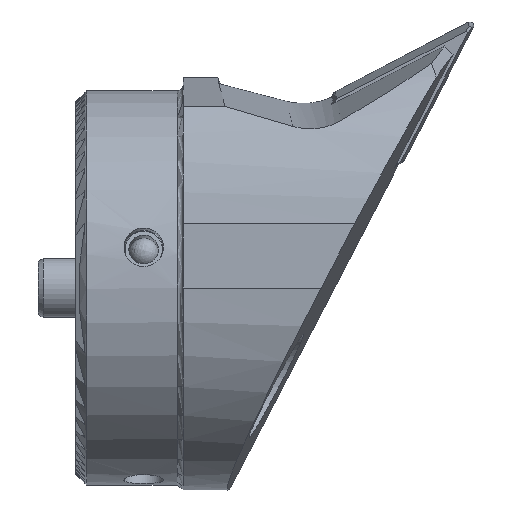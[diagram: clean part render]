
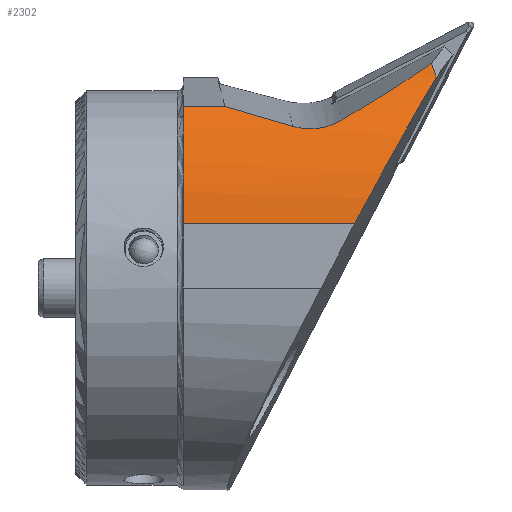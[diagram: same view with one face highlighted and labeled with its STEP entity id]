
A CAD part, front view. The second image highlights one B-rep face of the part: STEP entity #2302.
In plain terms, the highlighted cylindrical face has radius 23 mm (diameter 46 mm), a partial arc.
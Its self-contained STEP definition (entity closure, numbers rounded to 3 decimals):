
#135 = EDGE_CURVE ( 'NONE', #12636, #1453, #7644, .T. ) ;
#272 = CARTESIAN_POINT ( 'NONE',  ( 35.707, -10.876, 22.807 ) ) ;
#348 = CARTESIAN_POINT ( 'NONE',  ( 21.637, -17., 16.411 ) ) ;
#400 = DIRECTION ( 'NONE',  ( -1., 0., 0. ) ) ;
#413 = ORIENTED_EDGE ( 'NONE', *, *, #4062, .F. ) ;
#683 = CARTESIAN_POINT ( 'NONE',  ( 33.911, -17.122, 17.563 ) ) ;
#848 = CARTESIAN_POINT ( 'NONE',  ( 24.436, -17.11, 16.238 ) ) ;
#907 = CARTESIAN_POINT ( 'NONE',  ( 23.13, -17.159, 16.161 ) ) ;
#1009 = CARTESIAN_POINT ( 'NONE',  ( -1.517, -20.5, 6.5 ) ) ;
#1201 = DIRECTION ( 'NONE',  ( 1., 0., 0. ) ) ;
#1224 = ORIENTED_EDGE ( 'NONE', *, *, #13034, .F. ) ;
#1254 = VERTEX_POINT ( 'NONE', #4747 ) ;
#1328 = VECTOR ( 'NONE', #1201, 1000. ) ;
#1352 =( BOUNDED_CURVE ( )  B_SPLINE_CURVE ( 3, ( #6094, #683, #8238, #10264 ),
 .UNSPECIFIED., .F., .F. ) 
 B_SPLINE_CURVE_WITH_KNOTS ( ( 4, 4 ),
 ( 0.83, 1.58 ),
 .UNSPECIFIED. ) 
 CURVE ( )  GEOMETRIC_REPRESENTATION_ITEM ( )  RATIONAL_B_SPLINE_CURVE ( ( 1., 0.954, 0.954, 1. ) ) 
 REPRESENTATION_ITEM ( '' )  );
#1411 = CARTESIAN_POINT ( 'NONE',  ( 35.999, -12.092, 21.905 ) ) ;
#1453 = VERTEX_POINT ( 'NONE', #2436 ) ;
#1574 = VERTEX_POINT ( 'NONE', #10370 ) ;
#1640 = DIRECTION ( 'NONE',  ( 1., 0., 0. ) ) ;
#1673 = EDGE_LOOP ( 'NONE', ( #6333, #5060, #2269, #9362, #11131, #1224, #413, #7321 ) ) ;
#1682 = CARTESIAN_POINT ( 'NONE',  ( 35.707, -10.876, 22.807 ) ) ;
#1819 = CARTESIAN_POINT ( 'NONE',  ( 26.621, -16.58, 17.044 ) ) ;
#1922 = CARTESIAN_POINT ( 'NONE',  ( 24.007, -17.145, 16.182 ) ) ;
#2269 = ORIENTED_EDGE ( 'NONE', *, *, #135, .F. ) ;
#2302 = ADVANCED_FACE ( 'NONE', ( #7084 ), #4559, .T. ) ;
#2436 = CARTESIAN_POINT ( 'NONE',  ( 35.707, -10.876, 22.807 ) ) ;
#2541 = CARTESIAN_POINT ( 'NONE',  ( 30.386, -15.03, 19.294 ) ) ;
#2554 = CIRCLE ( 'NONE', #8328, 23. ) ;
#2881 = VERTEX_POINT ( 'NONE', #13749 ) ;
#3091 = B_SPLINE_CURVE_WITH_KNOTS ( 'NONE', 3,
 ( #13613, #5121, #13698, #907, #7286, #8324, #1922, #848, #12571, #4004, #6082, #8365, #13556, #1819 ),
 .UNSPECIFIED., .F., .F.,
 ( 4, 2, 2, 2, 2, 2, 4 ),
 ( 0., 0.001, 0.002, 0.003, 0.003, 0.004, 0.005 ),
 .UNSPECIFIED. ) ;
#3120 = EDGE_CURVE ( 'NONE', #1574, #5444, #6836, .T. ) ;
#3466 = CARTESIAN_POINT ( 'NONE',  ( 33.446, -13.109, 21.235 ) ) ;
#4004 = CARTESIAN_POINT ( 'NONE',  ( 25.069, -17.022, 16.377 ) ) ;
#4062 = EDGE_CURVE ( 'NONE', #8450, #2881, #2554, .T. ) ;
#4194 =( BOUNDED_CURVE ( )  B_SPLINE_CURVE ( 3, ( #12242, #1411, #8214, #1682 ),
 .UNSPECIFIED., .F., .T. ) 
 B_SPLINE_CURVE_WITH_KNOTS ( ( 4, 4 ),
 ( 2.889, 2.988 ),
 .UNSPECIFIED. ) 
 CURVE ( )  GEOMETRIC_REPRESENTATION_ITEM ( )  RATIONAL_B_SPLINE_CURVE ( ( 1., 0.999, 0.999, 1. ) ) 
 REPRESENTATION_ITEM ( '' )  );
#4559 = CYLINDRICAL_SURFACE ( 'NONE', #10466, 23. ) ;
#4697 = CARTESIAN_POINT ( 'NONE',  ( 26.621, -16.58, 17.044 ) ) ;
#4747 = CARTESIAN_POINT ( 'NONE',  ( 27.905, -20.5, 6.5 ) ) ;
#5060 = ORIENTED_EDGE ( 'NONE', *, *, #5538, .T. ) ;
#5121 = CARTESIAN_POINT ( 'NONE',  ( 22.054, -17.077, 16.291 ) ) ;
#5164 = CARTESIAN_POINT ( 'NONE',  ( 14.767, -15.556, 18.418 ) ) ;
#5215 = CARTESIAN_POINT ( 'NONE',  ( 19.231, -16.555, 17.105 ) ) ;
#5444 = VERTEX_POINT ( 'NONE', #348 ) ;
#5538 = EDGE_CURVE ( 'NONE', #6519, #1453, #4194, .T. ) ;
#6046 = CARTESIAN_POINT ( 'NONE',  ( 36.204, -12.666, 21.41 ) ) ;
#6082 = CARTESIAN_POINT ( 'NONE',  ( 25.278, -16.983, 16.439 ) ) ;
#6094 = CARTESIAN_POINT ( 'NONE',  ( 36.204, -12.666, 21.41 ) ) ;
#6227 = LINE ( 'NONE', #1009, #11745 ) ;
#6333 = ORIENTED_EDGE ( 'NONE', *, *, #13629, .F. ) ;
#6519 = VERTEX_POINT ( 'NONE', #6046 ) ;
#6777 = CARTESIAN_POINT ( 'NONE',  ( 10.5, 2.364, 4. ) ) ;
#6836 =( BOUNDED_CURVE ( )  B_SPLINE_CURVE ( 3, ( #5164, #9491, #5215, #11679 ),
 .UNSPECIFIED., .F., .T. ) 
 B_SPLINE_CURVE_WITH_KNOTS ( ( 4, 4 ),
 ( 3.898, 4.006 ),
 .UNSPECIFIED. ) 
 CURVE ( )  GEOMETRIC_REPRESENTATION_ITEM ( )  RATIONAL_B_SPLINE_CURVE ( ( 1., 0.999, 0.999, 1. ) ) 
 REPRESENTATION_ITEM ( '' )  );
#7052 = DIRECTION ( 'NONE',  ( 0., 0., -1. ) ) ;
#7084 = FACE_OUTER_BOUND ( 'NONE', #1673, .T. ) ;
#7286 = CARTESIAN_POINT ( 'NONE',  ( 23.351, -17.162, 16.154 ) ) ;
#7321 = ORIENTED_EDGE ( 'NONE', *, *, #8175, .T. ) ;
#7402 = DIRECTION ( 'NONE',  ( 1., 0., 0. ) ) ;
#7644 =( BOUNDED_CURVE ( )  B_SPLINE_CURVE ( 3, ( #9831, #2541, #3466, #272 ),
 .UNSPECIFIED., .F., .T. ) 
 B_SPLINE_CURVE_WITH_KNOTS ( ( 4, 4 ),
 ( 5.484, 5.838 ),
 .UNSPECIFIED. ) 
 CURVE ( )  GEOMETRIC_REPRESENTATION_ITEM ( )  RATIONAL_B_SPLINE_CURVE ( ( 1., 0.99, 0.99, 1. ) ) 
 REPRESENTATION_ITEM ( '' )  );
#8175 = EDGE_CURVE ( 'NONE', #8450, #1254, #6227, .T. ) ;
#8214 = CARTESIAN_POINT ( 'NONE',  ( 35.833, -11.495, 22.371 ) ) ;
#8238 = CARTESIAN_POINT ( 'NONE',  ( 31.011, -19.86, 12.352 ) ) ;
#8324 = CARTESIAN_POINT ( 'NONE',  ( 23.79, -17.156, 16.165 ) ) ;
#8328 = AXIS2_PLACEMENT_3D ( 'NONE', #6777, #400, #12151 ) ;
#8365 = CARTESIAN_POINT ( 'NONE',  ( 25.885, -16.845, 16.651 ) ) ;
#8450 = VERTEX_POINT ( 'NONE', #10905 ) ;
#9362 = ORIENTED_EDGE ( 'NONE', *, *, #11311, .F. ) ;
#9491 = CARTESIAN_POINT ( 'NONE',  ( 16.938, -16.073, 17.775 ) ) ;
#9831 = CARTESIAN_POINT ( 'NONE',  ( 26.621, -16.58, 17.044 ) ) ;
#10151 = CARTESIAN_POINT ( 'NONE',  ( -1.517, 2.364, 4. ) ) ;
#10192 = LINE ( 'NONE', #13059, #1328 ) ;
#10264 = CARTESIAN_POINT ( 'NONE',  ( 27.905, -20.5, 6.5 ) ) ;
#10370 = CARTESIAN_POINT ( 'NONE',  ( 14.767, -15.556, 18.418 ) ) ;
#10466 = AXIS2_PLACEMENT_3D ( 'NONE', #10151, #1640, #7052 ) ;
#10905 = CARTESIAN_POINT ( 'NONE',  ( 10.5, -20.5, 6.5 ) ) ;
#11131 = ORIENTED_EDGE ( 'NONE', *, *, #3120, .F. ) ;
#11311 = EDGE_CURVE ( 'NONE', #5444, #12636, #3091, .T. ) ;
#11679 = CARTESIAN_POINT ( 'NONE',  ( 21.637, -17., 16.411 ) ) ;
#11745 = VECTOR ( 'NONE', #7402, 1000. ) ;
#12151 = DIRECTION ( 'NONE',  ( 0., 0., -1. ) ) ;
#12242 = CARTESIAN_POINT ( 'NONE',  ( 36.204, -12.666, 21.41 ) ) ;
#12571 = CARTESIAN_POINT ( 'NONE',  ( 24.649, -17.086, 16.277 ) ) ;
#12636 = VERTEX_POINT ( 'NONE', #4697 ) ;
#13034 = EDGE_CURVE ( 'NONE', #2881, #1574, #10192, .T. ) ;
#13059 = CARTESIAN_POINT ( 'NONE',  ( -1.517, -15.556, 18.418 ) ) ;
#13556 = CARTESIAN_POINT ( 'NONE',  ( 26.265, -16.726, 16.831 ) ) ;
#13613 = CARTESIAN_POINT ( 'NONE',  ( 21.637, -17., 16.411 ) ) ;
#13629 = EDGE_CURVE ( 'NONE', #6519, #1254, #1352, .T. ) ;
#13698 = CARTESIAN_POINT ( 'NONE',  ( 22.479, -17.126, 16.212 ) ) ;
#13749 = CARTESIAN_POINT ( 'NONE',  ( 10.5, -15.556, 18.418 ) ) ;
